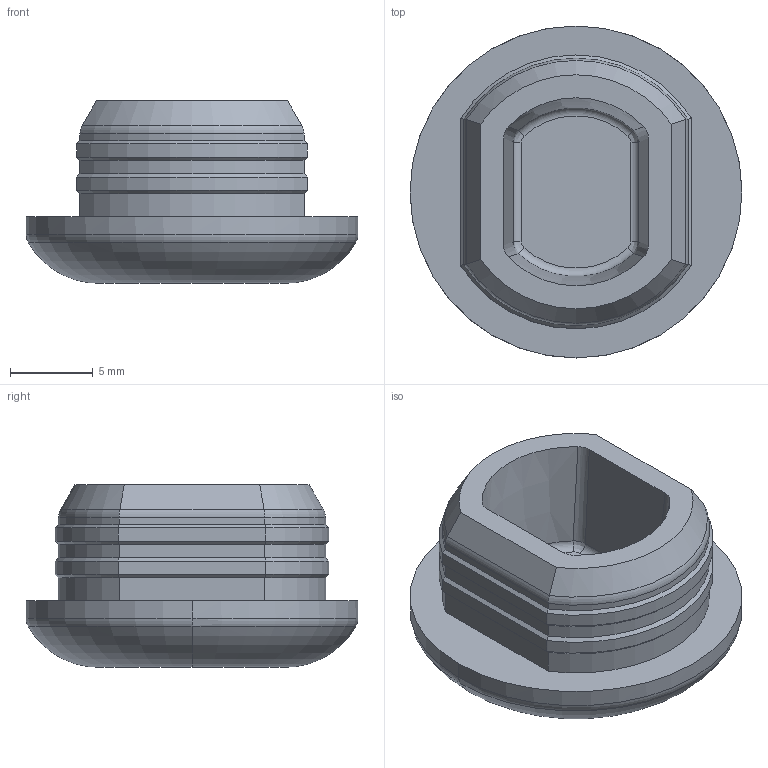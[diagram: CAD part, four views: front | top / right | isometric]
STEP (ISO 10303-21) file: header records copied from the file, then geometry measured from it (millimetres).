
FILE_DESCRIPTION((''),'2;1');
FILE_NAME('PRT0001','2023-12-01T',('lian.chen'),(''),'PRO/ENGINEER BY PARAMETRIC TECHNOLOGY CORPORATION, 2012480','PRO/ENGINEER BY PARAMETRIC TECHNOLOGY CORPORATION, 2012480','');
FILE_SCHEMA(('CONFIG_CONTROL_DESIGN'));
Length unit declared in the file: millimetre
Products named in the file (1): PRT0001
Bounding box: 20 x 20 x 11 mm (x, y, z)
Volume: 1819.3 mm3; surface area: 1296.2 mm2
Topology: 1 solids, 1 shells, 70 faces, 166 edges, 100 vertices
Faces by surface type: plane 26, cylinder 16, cone 12, torus 8, bspline 8
Entity records: 2271 total; most frequent: CARTESIAN_POINT 673, ORIENTED_EDGE 332, DIRECTION 324, EDGE_CURVE 166, AXIS2_PLACEMENT_3D 136, VERTEX_POINT 100, CIRCLE 74, EDGE_LOOP 72
